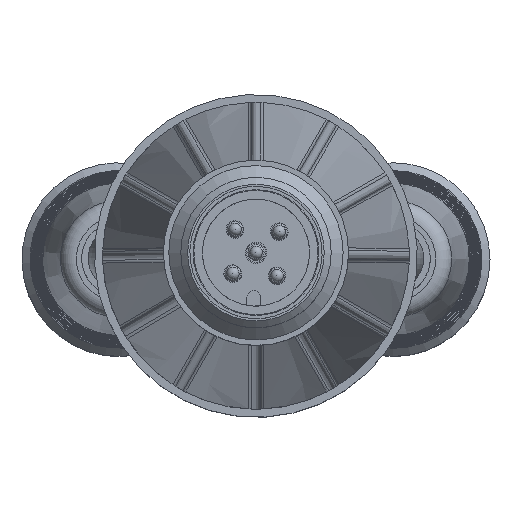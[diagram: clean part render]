
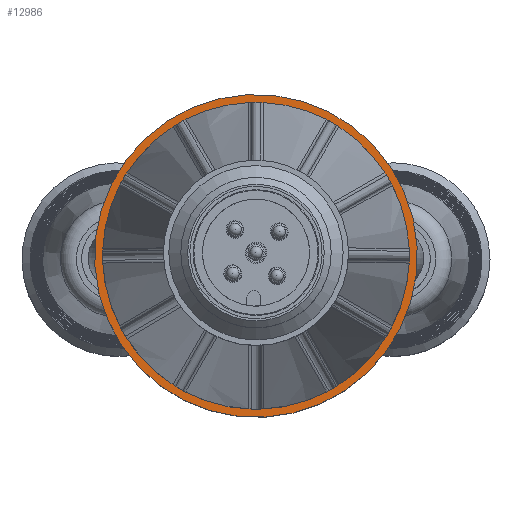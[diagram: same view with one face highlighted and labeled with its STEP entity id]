
A CAD part, top view. The second image highlights one B-rep face of the part: STEP entity #12986.
In plain terms, the highlighted planar face has unit normal (0, 0, 1).
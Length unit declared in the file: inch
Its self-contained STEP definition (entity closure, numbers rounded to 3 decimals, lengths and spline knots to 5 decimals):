
#2587=FACE_BOUND('',#4277,.T.);
#3253=FACE_OUTER_BOUND('',#4276,.T.);
#4276=EDGE_LOOP('',(#10384));
#4277=EDGE_LOOP('',(#10385));
#4773=CIRCLE('',#13826,0.445);
#4824=CIRCLE('',#14124,0.5);
#5650=VERTEX_POINT('',#21431);
#5874=VERTEX_POINT('',#23039);
#7053=EDGE_CURVE('',#5650,#5650,#4773,.T.);
#7422=EDGE_CURVE('',#5874,#5874,#4824,.T.);
#10384=ORIENTED_EDGE('',*,*,#7422,.F.);
#10385=ORIENTED_EDGE('',*,*,#7053,.F.);
#11458=PLANE('',#14123);
#12986=ADVANCED_FACE('',(#3253,#2587),#11458,.T.);
#13826=AXIS2_PLACEMENT_3D('',#21432,#16210,#16211);
#14123=AXIS2_PLACEMENT_3D('',#23038,#16930,#16931);
#14124=AXIS2_PLACEMENT_3D('',#23040,#16932,#16933);
#16210=DIRECTION('center_axis',(0.,0.,
1.));
#16211=DIRECTION('ref_axis',(1.,0.,0.));
#16930=DIRECTION('center_axis',(0.,0.,
1.));
#16931=DIRECTION('ref_axis',(0.998,0.057,0.));
#16932=DIRECTION('center_axis',(0.,0.,
-1.));
#16933=DIRECTION('ref_axis',(0.057,-0.998,0.));
#21431=CARTESIAN_POINT('',(0.,-0.445,-5.94277));
#21432=CARTESIAN_POINT('Origin',(0.,0.,
-5.94277));
#23038=CARTESIAN_POINT('Origin',(0.01424,-0.24959,
-5.94277));
#23039=CARTESIAN_POINT('',(0.02849,-0.49919,-5.94277));
#23040=CARTESIAN_POINT('Origin',(0.,0.,
-5.94277));
